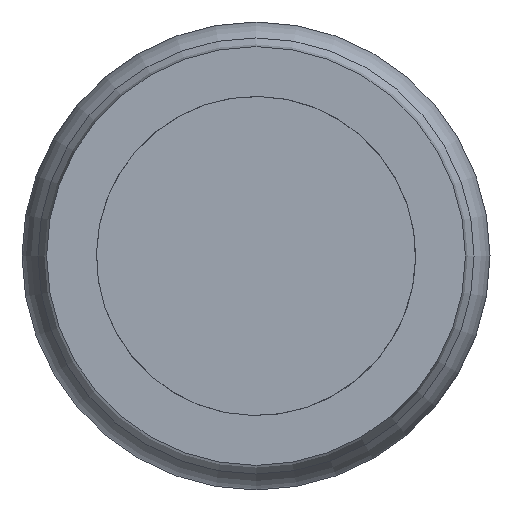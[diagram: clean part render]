
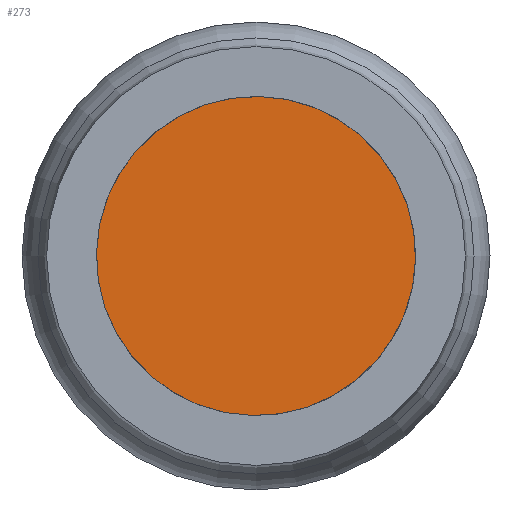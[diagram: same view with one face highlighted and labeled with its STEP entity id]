
A CAD part, left-side view. The second image highlights one B-rep face of the part: STEP entity #273.
In plain terms, the highlighted planar face has unit normal (-1, 0, 0).
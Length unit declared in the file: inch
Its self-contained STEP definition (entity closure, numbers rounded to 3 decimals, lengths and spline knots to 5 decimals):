
#2 = PLANE ( 'NONE',  #126 ) ;
#3 = CIRCLE ( 'NONE', #278, 0.0105 ) ;
#5 = VERTEX_POINT ( 'NONE', #167 ) ;
#23 = DIRECTION ( 'NONE',  ( 1., 0., 0. ) ) ;
#27 = DIRECTION ( 'NONE',  ( 0., 0.022, -1. ) ) ;
#41 = EDGE_LOOP ( 'NONE', ( #94 ) ) ;
#65 = EDGE_CURVE ( 'NONE', #5, #5, #3, .T. ) ;
#94 = ORIENTED_EDGE ( 'NONE', *, *, #65, .F. ) ;
#110 = DIRECTION ( 'NONE',  ( 0., -0.022, 1. ) ) ;
#126 = AXIS2_PLACEMENT_3D ( 'NONE', #165, #277, #110 ) ;
#165 = CARTESIAN_POINT ( 'NONE',  ( -0.272, 0., 0. ) ) ;
#167 = CARTESIAN_POINT ( 'NONE',  ( -0.272, 0.00023, -0.0105 ) ) ;
#169 = FACE_OUTER_BOUND ( 'NONE', #41, .T. ) ;
#216 = CARTESIAN_POINT ( 'NONE',  ( -0.272, 0., 0. ) ) ;
#273 = ADVANCED_FACE ( 'NONE', ( #169 ), #2, .T. ) ;
#277 = DIRECTION ( 'NONE',  ( -1., 0., 0. ) ) ;
#278 = AXIS2_PLACEMENT_3D ( 'NONE', #216, #23, #27 ) ;
